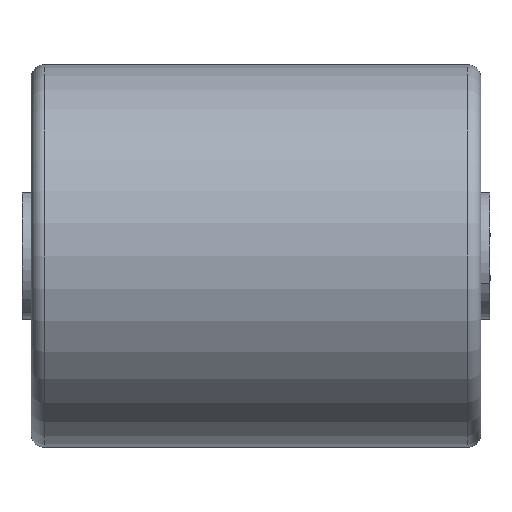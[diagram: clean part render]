
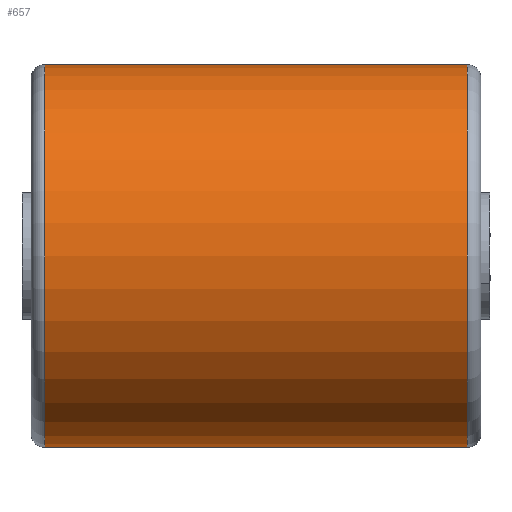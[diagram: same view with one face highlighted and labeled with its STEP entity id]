
A CAD part, front view. The second image highlights one B-rep face of the part: STEP entity #657.
In plain terms, the highlighted cylindrical face has radius 42.5 mm (diameter 85 mm), a partial arc.
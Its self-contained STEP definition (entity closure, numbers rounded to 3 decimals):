
#42 = LINE ( 'NONE', #735, #484 ) ;
#57 = VERTEX_POINT ( 'NONE', #871 ) ;
#83 = EDGE_CURVE ( 'NONE', #618, #57, #818, .T. ) ;
#306 = DIRECTION ( 'NONE',  ( 0., 0., 1. ) ) ;
#323 = EDGE_CURVE ( 'NONE', #1950, #618, #1154, .T. ) ;
#341 = DIRECTION ( 'NONE',  ( 1., 0., 0. ) ) ;
#362 = DIRECTION ( 'NONE',  ( -1., 0., 0. ) ) ;
#382 = CYLINDRICAL_SURFACE ( 'NONE', #842, 42.5 ) ;
#484 = VECTOR ( 'NONE', #1805, 1000. ) ;
#503 = AXIS2_PLACEMENT_3D ( 'NONE', #828, #341, #1218 ) ;
#552 = VECTOR ( 'NONE', #673, 1000. ) ;
#565 = CARTESIAN_POINT ( 'NONE',  ( 0., 0., 42.5 ) ) ;
#618 = VERTEX_POINT ( 'NONE', #787 ) ;
#632 = CARTESIAN_POINT ( 'NONE',  ( 97., 0., -42.5 ) ) ;
#657 = ADVANCED_FACE ( 'NONE', ( #1478 ), #382, .T. ) ;
#673 = DIRECTION ( 'NONE',  ( -1., 0., 0. ) ) ;
#735 = CARTESIAN_POINT ( 'NONE',  ( 0., 0., -42.5 ) ) ;
#787 = CARTESIAN_POINT ( 'NONE',  ( 3., 0., 42.5 ) ) ;
#796 = ORIENTED_EDGE ( 'NONE', *, *, #892, .T. ) ;
#818 = CIRCLE ( 'NONE', #503, 42.5 ) ;
#828 = CARTESIAN_POINT ( 'NONE',  ( 3., 0., 0. ) ) ;
#842 = AXIS2_PLACEMENT_3D ( 'NONE', #1046, #362, #1932 ) ;
#871 = CARTESIAN_POINT ( 'NONE',  ( 3., 0., -42.5 ) ) ;
#892 = EDGE_CURVE ( 'NONE', #1437, #1950, #1691, .T. ) ;
#1046 = CARTESIAN_POINT ( 'NONE',  ( 0., 0., 0. ) ) ;
#1154 = LINE ( 'NONE', #565, #552 ) ;
#1186 = EDGE_LOOP ( 'NONE', ( #1677, #796, #2120, #1285 ) ) ;
#1218 = DIRECTION ( 'NONE',  ( 0., 0., -1. ) ) ;
#1285 = ORIENTED_EDGE ( 'NONE', *, *, #83, .T. ) ;
#1426 = EDGE_CURVE ( 'NONE', #1437, #57, #42, .T. ) ;
#1437 = VERTEX_POINT ( 'NONE', #632 ) ;
#1478 = FACE_OUTER_BOUND ( 'NONE', #1186, .T. ) ;
#1613 = CARTESIAN_POINT ( 'NONE',  ( 97., 0., 0. ) ) ;
#1677 = ORIENTED_EDGE ( 'NONE', *, *, #1426, .F. ) ;
#1691 = CIRCLE ( 'NONE', #1772, 42.5 ) ;
#1772 = AXIS2_PLACEMENT_3D ( 'NONE', #1613, #1879, #306 ) ;
#1805 = DIRECTION ( 'NONE',  ( -1., 0., 0. ) ) ;
#1879 = DIRECTION ( 'NONE',  ( -1., 0., 0. ) ) ;
#1932 = DIRECTION ( 'NONE',  ( 0., 0., 1. ) ) ;
#1950 = VERTEX_POINT ( 'NONE', #2248 ) ;
#2120 = ORIENTED_EDGE ( 'NONE', *, *, #323, .T. ) ;
#2248 = CARTESIAN_POINT ( 'NONE',  ( 97., 0., 42.5 ) ) ;
